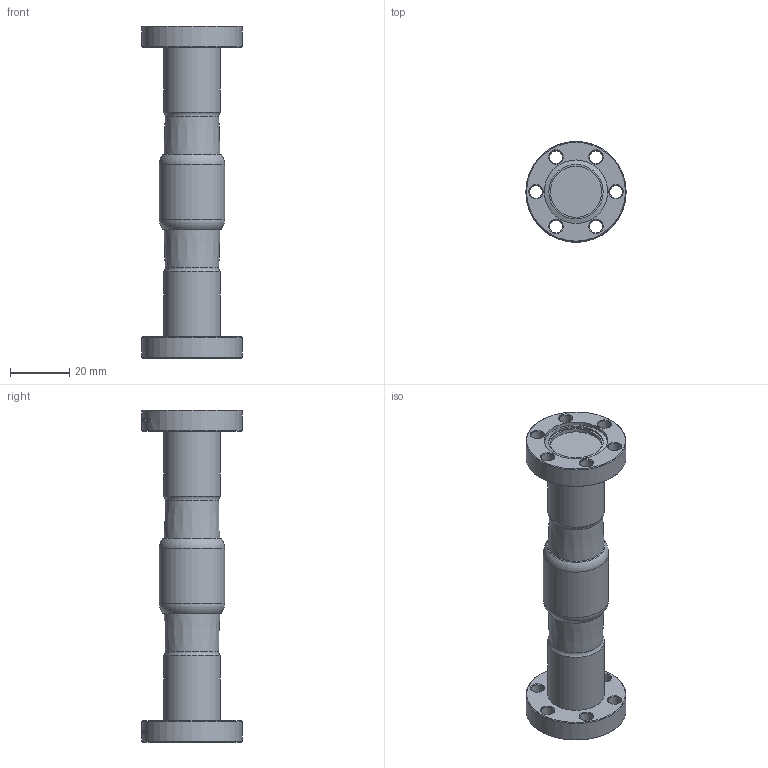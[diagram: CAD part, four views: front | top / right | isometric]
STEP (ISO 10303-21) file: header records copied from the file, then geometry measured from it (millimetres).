
FILE_DESCRIPTION(/* description */ ('Alibre Inc.'),/* implementation_level */ '2;1');
FILE_NAME(/* name */ 'export-6EFF409A-24B5-49D5-BB75-6E381559F626',/* time_stamp */ '2023-05-02T11:24:22-07:00',/* author */ (''),/* organization */ (''),/* preprocessor_version */ 'ST-DEVELOPER v17',/* originating_system */ 'Alibre',/* authorisation */ '');
FILE_SCHEMA (('CONFIG_CONTROL_DESIGN'));
Length unit declared in the file: inch
Bounding box: 33.78 x 33.78 x 111.81 mm (x, y, z)
Volume: 39646.6 mm3; surface area: 11737.6 mm2
Topology: 1 solids, 1 shells, 803 faces, 2181 edges, 1442 vertices
Faces by surface type: bspline 458, plane 228, cylinder 79, cone 32, torus 6
Full cylindrical faces by diameter (mm): 4.369 x12, 17.272 x2, 18.288 x2, 19.05 x2, 21.387 x2, 22 x1, 33.782 x2
Entity records: 30219 total; most frequent: CARTESIAN_POINT 13285, ORIENTED_EDGE 4228, EDGE_CURVE 2114, DIRECTION 1930, VERTEX_POINT 1436, EDGE_LOOP 950, FACE_BOUND 950, B_SPLINE_CURVE_WITH_KNOTS 928
